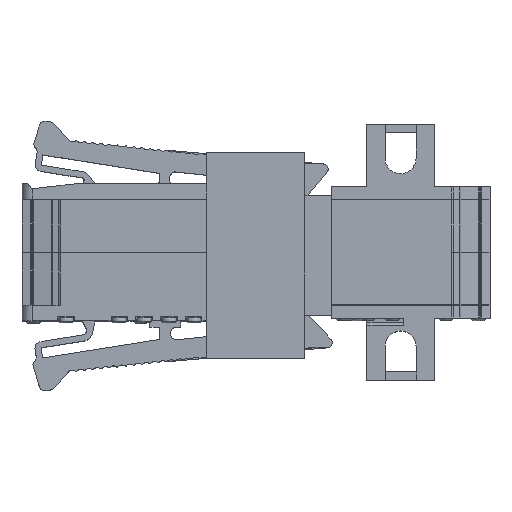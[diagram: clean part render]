
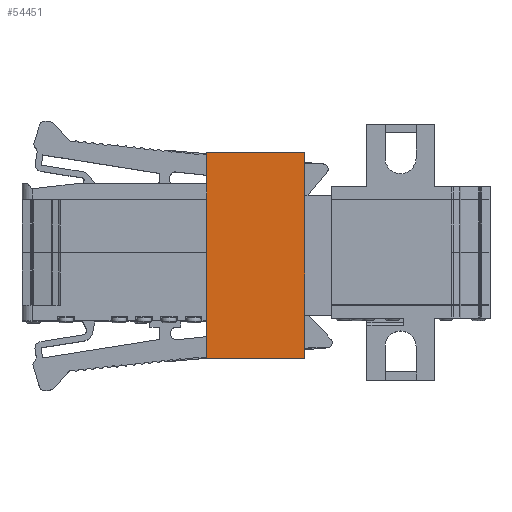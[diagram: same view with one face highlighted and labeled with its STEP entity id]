
A CAD part, top view. The second image highlights one B-rep face of the part: STEP entity #54451.
In plain terms, the highlighted planar face has unit normal (0, 0, 1).
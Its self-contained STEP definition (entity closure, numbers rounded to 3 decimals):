
#2491=ORIENTED_EDGE('',*,*,#14583,.F.);
#2492=ORIENTED_EDGE('',*,*,#14584,.F.);
#2493=ORIENTED_EDGE('',*,*,#14585,.T.);
#2494=ORIENTED_EDGE('',*,*,#14586,.F.);
#2495=ORIENTED_EDGE('',*,*,#14587,.T.);
#2496=ORIENTED_EDGE('',*,*,#14588,.T.);
#2497=ORIENTED_EDGE('',*,*,#14589,.T.);
#2498=ORIENTED_EDGE('',*,*,#14590,.T.);
#2499=ORIENTED_EDGE('',*,*,#14591,.T.);
#2500=ORIENTED_EDGE('',*,*,#14592,.F.);
#2501=ORIENTED_EDGE('',*,*,#14593,.F.);
#2502=ORIENTED_EDGE('',*,*,#14594,.T.);
#2503=ORIENTED_EDGE('',*,*,#14595,.T.);
#2504=ORIENTED_EDGE('',*,*,#14596,.T.);
#2505=ORIENTED_EDGE('',*,*,#14597,.F.);
#2506=ORIENTED_EDGE('',*,*,#14598,.T.);
#14583=EDGE_CURVE('',#20624,#20625,#24663,.T.);
#14584=EDGE_CURVE('',#20626,#20624,#24664,.T.);
#14585=EDGE_CURVE('',#20626,#20627,#24665,.T.);
#14586=EDGE_CURVE('',#20628,#20627,#24666,.T.);
#14587=EDGE_CURVE('',#20628,#20629,#24667,.T.);
#14588=EDGE_CURVE('',#20629,#20630,#24668,.T.);
#14589=EDGE_CURVE('',#20630,#20631,#24669,.T.);
#14590=EDGE_CURVE('',#20631,#20632,#24670,.T.);
#14591=EDGE_CURVE('',#20632,#20633,#24671,.T.);
#14592=EDGE_CURVE('',#20634,#20633,#24672,.T.);
#14593=EDGE_CURVE('',#20635,#20634,#24673,.T.);
#14594=EDGE_CURVE('',#20635,#20636,#24674,.T.);
#14595=EDGE_CURVE('',#20636,#20637,#24675,.T.);
#14596=EDGE_CURVE('',#20637,#20638,#24676,.T.);
#14597=EDGE_CURVE('',#20639,#20638,#24677,.T.);
#14598=EDGE_CURVE('',#20639,#20625,#24678,.T.);
#20624=VERTEX_POINT('',#71336);
#20625=VERTEX_POINT('',#71337);
#20626=VERTEX_POINT('',#71339);
#20627=VERTEX_POINT('',#71341);
#20628=VERTEX_POINT('',#71343);
#20629=VERTEX_POINT('',#71345);
#20630=VERTEX_POINT('',#71347);
#20631=VERTEX_POINT('',#71349);
#20632=VERTEX_POINT('',#71351);
#20633=VERTEX_POINT('',#71353);
#20634=VERTEX_POINT('',#71355);
#20635=VERTEX_POINT('',#71357);
#20636=VERTEX_POINT('',#71359);
#20637=VERTEX_POINT('',#71361);
#20638=VERTEX_POINT('',#71363);
#20639=VERTEX_POINT('',#71365);
#24663=LINE('',#71335,#29067);
#24664=LINE('',#71338,#29068);
#24665=LINE('',#71340,#29069);
#24666=LINE('',#71342,#29070);
#24667=LINE('',#71344,#29071);
#24668=LINE('',#71346,#29072);
#24669=LINE('',#71348,#29073);
#24670=LINE('',#71350,#29074);
#24671=LINE('',#71352,#29075);
#24672=LINE('',#71354,#29076);
#24673=LINE('',#71356,#29077);
#24674=LINE('',#71358,#29078);
#24675=LINE('',#71360,#29079);
#24676=LINE('',#71362,#29080);
#24677=LINE('',#71364,#29081);
#24678=LINE('',#71366,#29082);
#29067=VECTOR('',#60088,1000.);
#29068=VECTOR('',#60089,1000.);
#29069=VECTOR('',#60090,1000.);
#29070=VECTOR('',#60091,1000.);
#29071=VECTOR('',#60092,1000.);
#29072=VECTOR('',#60093,1000.);
#29073=VECTOR('',#60094,1000.);
#29074=VECTOR('',#60095,1000.);
#29075=VECTOR('',#60096,1000.);
#29076=VECTOR('',#60097,1000.);
#29077=VECTOR('',#60098,1000.);
#29078=VECTOR('',#60099,1000.);
#29079=VECTOR('',#60100,1000.);
#29080=VECTOR('',#60101,1000.);
#29081=VECTOR('',#60102,1000.);
#29082=VECTOR('',#60103,1000.);
#33422=EDGE_LOOP('',(#2491,#2492,#2493,#2494,#2495,#2496,#2497,#2498,#2499,
#2500,#2501,#2502,#2503,#2504,#2505,#2506));
#35782=FACE_BOUND('',#33422,.T.);
#38142=PLANE('',#56613);
#54451=ADVANCED_FACE('',(#35782),#38142,.F.);
#56613=AXIS2_PLACEMENT_3D('',#71334,#60086,#60087);
#60086=DIRECTION('',(0.,0.,-1.));
#60087=DIRECTION('',(0.,1.,0.));
#60088=DIRECTION('',(0.,-1.,0.));
#60089=DIRECTION('',(1.,0.,0.));
#60090=DIRECTION('',(0.,1.,0.));
#60091=DIRECTION('',(1.,0.,0.));
#60092=DIRECTION('',(0.,-1.,0.));
#60093=DIRECTION('',(0.,-1.,0.));
#60094=DIRECTION('',(0.,-1.,0.));
#60095=DIRECTION('',(0.,-1.,0.));
#60096=DIRECTION('',(-1.,0.,0.));
#60097=DIRECTION('',(0.,1.,0.));
#60098=DIRECTION('',(-1.,0.,0.));
#60099=DIRECTION('',(0.,-1.,0.));
#60100=DIRECTION('',(0.,-1.,0.));
#60101=DIRECTION('',(1.,0.,0.));
#60102=DIRECTION('',(0.,-1.,0.));
#60103=DIRECTION('',(1.,0.,0.));
#71334=CARTESIAN_POINT('',(16.775,31.74,-0.05));
#71335=CARTESIAN_POINT('',(14.279,31.74,-0.05));
#71336=CARTESIAN_POINT('',(14.279,10.62,-0.05));
#71337=CARTESIAN_POINT('',(14.279,-0.96,-0.05));
#71338=CARTESIAN_POINT('',(-19.787,10.62,-0.05));
#71339=CARTESIAN_POINT('',(14.275,10.62,-0.05));
#71340=CARTESIAN_POINT('',(14.275,11.42,-0.05));
#71341=CARTESIAN_POINT('',(14.275,14.82,-0.05));
#71342=CARTESIAN_POINT('',(14.275,14.82,-0.05));
#71343=CARTESIAN_POINT('',(4.775,14.82,-0.05));
#71344=CARTESIAN_POINT('',(4.775,31.74,-0.05));
#71345=CARTESIAN_POINT('',(4.775,11.76,-0.05));
#71346=CARTESIAN_POINT('',(4.775,31.74,-0.05));
#71347=CARTESIAN_POINT('',(4.775,10.26,-0.05));
#71348=CARTESIAN_POINT('',(4.775,31.74,-0.05));
#71349=CARTESIAN_POINT('',(4.775,10.21,-0.05));
#71350=CARTESIAN_POINT('',(4.775,31.74,-0.05));
#71351=CARTESIAN_POINT('',(4.775,5.13,-0.05));
#71352=CARTESIAN_POINT('',(0.,5.13,-0.05));
#71353=CARTESIAN_POINT('',(-9.39,5.13,-0.05));
#71354=CARTESIAN_POINT('',(-9.39,0.04,-0.05));
#71355=CARTESIAN_POINT('',(-9.39,5.08,-0.05));
#71356=CARTESIAN_POINT('',(0.,5.08,-0.05));
#71357=CARTESIAN_POINT('',(4.775,5.08,-0.05));
#71358=CARTESIAN_POINT('',(4.775,31.74,-0.05));
#71359=CARTESIAN_POINT('',(4.775,-1.5,-0.05));
#71360=CARTESIAN_POINT('',(4.775,31.74,-0.05));
#71361=CARTESIAN_POINT('',(4.775,-5.16,-0.05));
#71362=CARTESIAN_POINT('',(14.275,-5.16,-0.05));
#71363=CARTESIAN_POINT('',(14.275,-5.16,-0.05));
#71364=CARTESIAN_POINT('',(14.275,-1.76,-0.05));
#71365=CARTESIAN_POINT('',(14.275,-0.96,-0.05));
#71366=CARTESIAN_POINT('',(-19.787,-0.96,-0.05));
